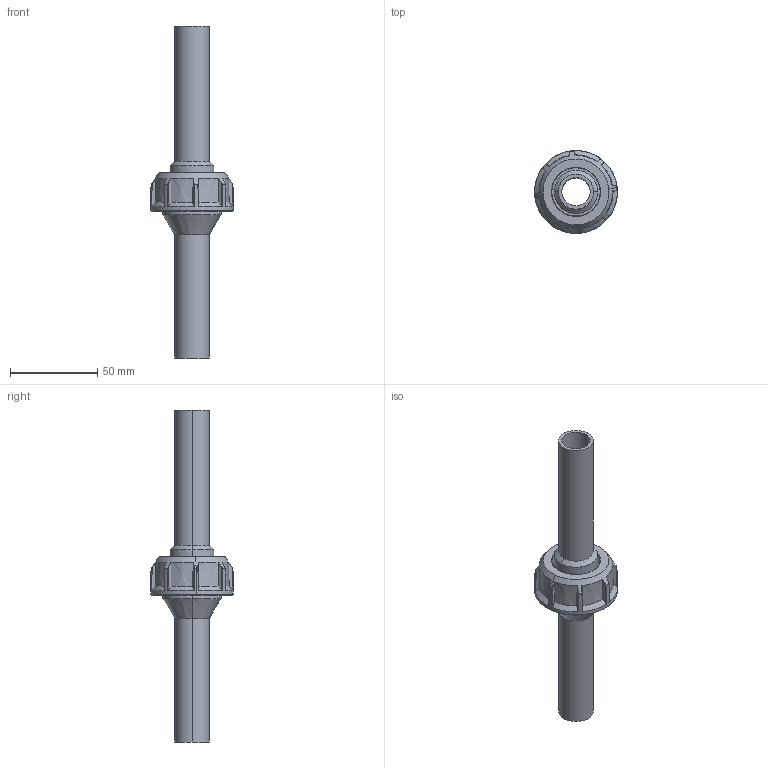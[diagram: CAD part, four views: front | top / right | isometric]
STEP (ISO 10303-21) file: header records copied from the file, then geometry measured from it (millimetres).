
FILE_DESCRIPTION(('STEP AP214'),'1');
FILE_NAME('bbml11020e.stp','2018-02-08T09:30:27',('TraceParts'),('TraceParts S.A.'),'Spatial InterOp 3D',' ',' ');
FILE_SCHEMA(('automotive_design'));
Length unit declared in the file: millimetre
Products named in the file (3): bbml11020e_1; bbml11020e_2; bbml11020e_3
Bounding box: 47.36 x 47.36 x 190 mm (x, y, z)
Volume: 52122 mm3; surface area: 31849.2 mm2
Topology: 3 solids, 3 shells, 90 faces, 236 edges, 154 vertices
Faces by surface type: cone 26, plane 24, bspline 20, cylinder 18, torus 2
Entity records: 4350 total; most frequent: CARTESIAN_POINT 1583, ORIENTED_EDGE 472, DIRECTION 342, EDGE_CURVE 236, AXIS2_PLACEMENT_3D 157, VERTEX_POINT 154, EDGE_LOOP 98, B_SPLINE_CURVE_WITH_KNOTS 96
